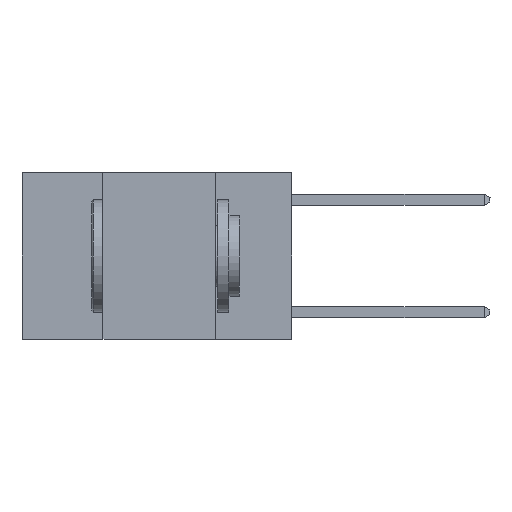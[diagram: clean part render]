
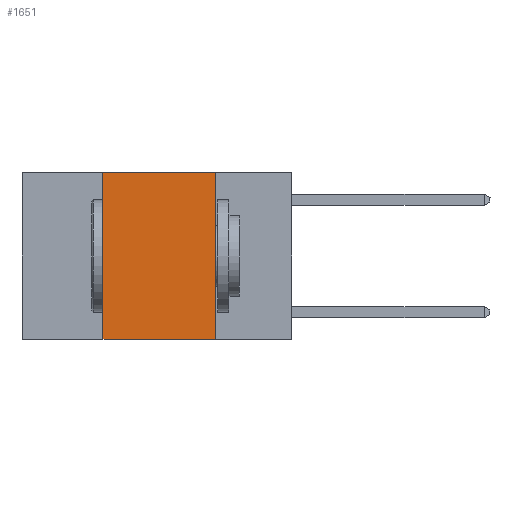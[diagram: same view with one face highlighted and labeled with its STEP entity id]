
A CAD part, left-side view. The second image highlights one B-rep face of the part: STEP entity #1651.
In plain terms, the highlighted planar face has unit normal (-1, 0, 0).
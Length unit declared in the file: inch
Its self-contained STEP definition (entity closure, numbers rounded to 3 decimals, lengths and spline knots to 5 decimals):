
#1651 = ADVANCED_FACE ( 'NONE', ( #3365 ), #10181, .F. ) ;
#2237 = DIRECTION ( 'NONE',  ( 0., -1., 0. ) ) ;
#2378 = LINE ( 'NONE', #6168, #4218 ) ;
#3120 = VECTOR ( 'NONE', #11407, 39.37008 ) ;
#3365 = FACE_OUTER_BOUND ( 'NONE', #5907, .T. ) ;
#4218 = VECTOR ( 'NONE', #20086, 39.37008 ) ;
#4713 = LINE ( 'NONE', #11528, #3120 ) ;
#5907 = EDGE_LOOP ( 'NONE', ( #14440, #9498, #14562, #19834 ) ) ;
#6168 = CARTESIAN_POINT ( 'NONE',  ( 0., 0.42, 0. ) ) ;
#6178 = LINE ( 'NONE', #13055, #18478 ) ;
#6827 = EDGE_CURVE ( 'NONE', #22190, #16359, #4713, .T. ) ;
#7577 = EDGE_CURVE ( 'NONE', #14930, #9883, #2378, .T. ) ;
#9498 = ORIENTED_EDGE ( 'NONE', *, *, #12994, .F. ) ;
#9770 = DIRECTION ( 'NONE',  ( 1., 0., 0. ) ) ;
#9883 = VERTEX_POINT ( 'NONE', #19125 ) ;
#10181 = PLANE ( 'NONE',  #22043 ) ;
#11407 = DIRECTION ( 'NONE',  ( 0., 0., -1. ) ) ;
#11528 = CARTESIAN_POINT ( 'NONE',  ( 0., 0.17, 0. ) ) ;
#12994 = EDGE_CURVE ( 'NONE', #9883, #22190, #16109, .T. ) ;
#13055 = CARTESIAN_POINT ( 'NONE',  ( 0., 0.6, -0.37 ) ) ;
#13151 = DIRECTION ( 'NONE',  ( 0., 0., -1. ) ) ;
#14440 = ORIENTED_EDGE ( 'NONE', *, *, #6827, .F. ) ;
#14475 = EDGE_CURVE ( 'NONE', #14930, #16359, #6178, .T. ) ;
#14562 = ORIENTED_EDGE ( 'NONE', *, *, #7577, .F. ) ;
#14930 = VERTEX_POINT ( 'NONE', #18464 ) ;
#15402 = CARTESIAN_POINT ( 'NONE',  ( 0., 0.17, 0. ) ) ;
#15774 = CARTESIAN_POINT ( 'NONE',  ( 0., 0.6, 0. ) ) ;
#16109 = LINE ( 'NONE', #15774, #20512 ) ;
#16359 = VERTEX_POINT ( 'NONE', #18706 ) ;
#18464 = CARTESIAN_POINT ( 'NONE',  ( 0., 0.42, -0.37 ) ) ;
#18478 = VECTOR ( 'NONE', #19978, 39.37008 ) ;
#18706 = CARTESIAN_POINT ( 'NONE',  ( 0., 0.17, -0.37 ) ) ;
#19006 = CARTESIAN_POINT ( 'NONE',  ( 0., 0.6, 0. ) ) ;
#19125 = CARTESIAN_POINT ( 'NONE',  ( 0., 0.42, 0. ) ) ;
#19834 = ORIENTED_EDGE ( 'NONE', *, *, #14475, .T. ) ;
#19978 = DIRECTION ( 'NONE',  ( 0., -1., 0. ) ) ;
#20086 = DIRECTION ( 'NONE',  ( 0., 0., 1. ) ) ;
#20512 = VECTOR ( 'NONE', #2237, 39.37008 ) ;
#22043 = AXIS2_PLACEMENT_3D ( 'NONE', #19006, #9770, #13151 ) ;
#22190 = VERTEX_POINT ( 'NONE', #15402 ) ;
